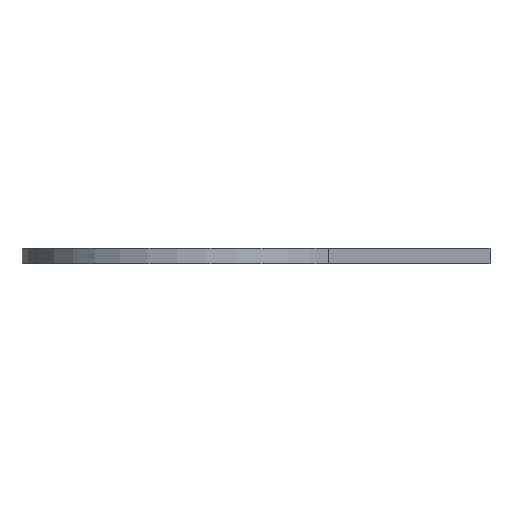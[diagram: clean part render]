
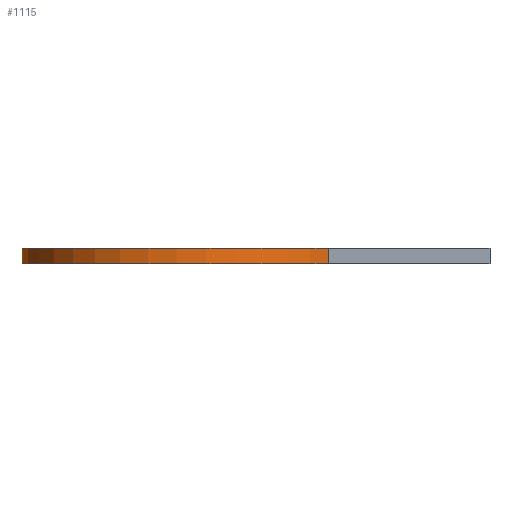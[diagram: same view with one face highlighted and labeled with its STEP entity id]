
A CAD part, left-side view. The second image highlights one B-rep face of the part: STEP entity #1115.
In plain terms, the highlighted cylindrical face has radius 32.5 mm (diameter 65 mm), a partial arc.
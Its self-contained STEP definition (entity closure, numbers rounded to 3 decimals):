
#99=CARTESIAN_POINT('',(-61.,30.,0.));
#100=DIRECTION('',(0.,0.,1.));
#101=DIRECTION('',(0.687,0.727,0.));
#102=AXIS2_PLACEMENT_3D('',#99,#100,#101);
#197=CARTESIAN_POINT('',(-61.,30.,3.));
#198=DIRECTION('',(0.,0.,1.));
#199=DIRECTION('',(0.687,0.727,0.));
#200=AXIS2_PLACEMENT_3D('',#197,#198,#199);
#383=DIRECTION('',(0.,0.,1.));
#384=VECTOR('',#383,3.);
#385=CARTESIAN_POINT('',(-38.683,53.626,0.));
#386=LINE('',#385,#384);
#395=DIRECTION('',(0.,0.,1.));
#396=VECTOR('',#395,3.);
#397=CARTESIAN_POINT('',(-79.832,3.512,0.));
#398=LINE('',#397,#396);
#451=CARTESIAN_POINT('',(-79.832,3.512,0.));
#452=CARTESIAN_POINT('',(-79.832,3.512,3.));
#453=VERTEX_POINT('',#451);
#454=VERTEX_POINT('',#452);
#475=CARTESIAN_POINT('',(-38.683,53.626,0.));
#476=CARTESIAN_POINT('',(-38.683,53.626,3.));
#477=VERTEX_POINT('',#475);
#478=VERTEX_POINT('',#476);
#1103=CARTESIAN_POINT('',(-61.,30.,0.));
#1104=DIRECTION('',(0.,0.,1.));
#1105=DIRECTION('',(1.,0.,0.));
#1106=AXIS2_PLACEMENT_3D('',#1103,#1104,#1105);
#1107=CYLINDRICAL_SURFACE('',#1106,32.5);
#1108=ORIENTED_EDGE('',*,*,#1097,.T.);
#1109=ORIENTED_EDGE('',*,*,#708,.T.);
#1111=ORIENTED_EDGE('',*,*,#1110,.F.);
#1112=ORIENTED_EDGE('',*,*,#602,.F.);
#1113=EDGE_LOOP('',(#1108,#1109,#1111,#1112));
#1114=FACE_OUTER_BOUND('',#1113,.F.);
#1115=ADVANCED_FACE('',(#1114),#1107,.T.);
#103=CIRCLE('',#102,32.5);
#201=CIRCLE('',#200,32.5);
#602=EDGE_CURVE('',#477,#453,#103,.T.);
#708=EDGE_CURVE('',#478,#454,#201,.T.);
#1097=EDGE_CURVE('',#477,#478,#386,.T.);
#1110=EDGE_CURVE('',#453,#454,#398,.T.);
